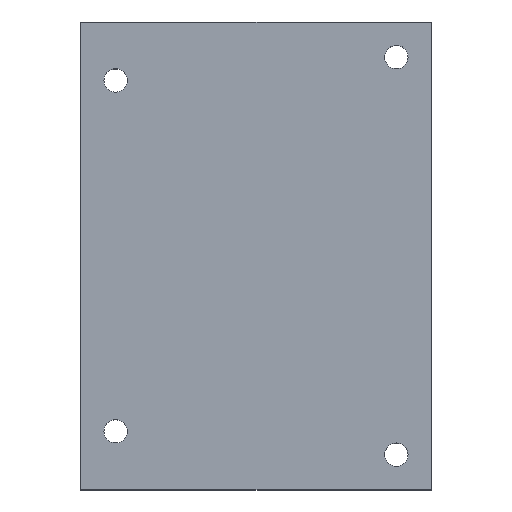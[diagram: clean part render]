
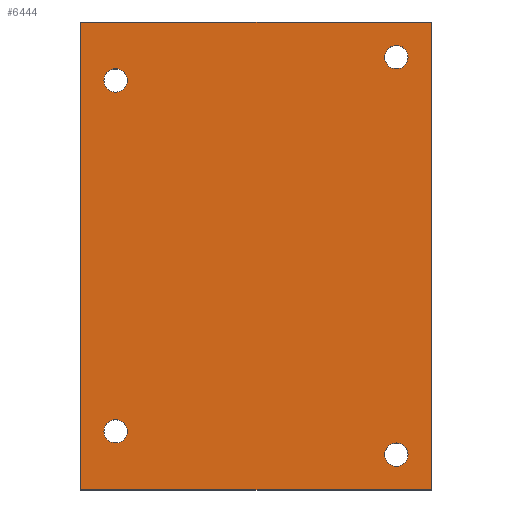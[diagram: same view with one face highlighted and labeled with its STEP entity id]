
A CAD part, top view. The second image highlights one B-rep face of the part: STEP entity #6444.
In plain terms, the highlighted planar face has unit normal (0, 0, 1).
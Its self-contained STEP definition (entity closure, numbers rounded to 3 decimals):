
#38 = CARTESIAN_POINT ( 'NONE',  ( 41.395, -154.63, 70.331 ) ) ;
#46 = FACE_BOUND ( 'NONE', #8954, .T. ) ;
#175 = CARTESIAN_POINT ( 'NONE',  ( 21.395, 30.37, 70.331 ) ) ;
#329 = ORIENTED_EDGE ( 'NONE', *, *, #2127, .T. ) ;
#564 = LINE ( 'NONE', #4115, #4325 ) ;
#672 = DIRECTION ( 'NONE',  ( 1., 0., 0. ) ) ;
#723 = CARTESIAN_POINT ( 'NONE',  ( 26.395, -139.63, 70.331 ) ) ;
#800 = EDGE_CURVE ( 'NONE', #9204, #3642, #4458, .T. ) ;
#822 = DIRECTION ( 'NONE',  ( -1., 0., 0. ) ) ;
#850 = DIRECTION ( 'NONE',  ( 0., 0., -1. ) ) ;
#893 = ORIENTED_EDGE ( 'NONE', *, *, #4331, .T. ) ;
#920 = CIRCLE ( 'NONE', #1856, 5. ) ;
#1019 = ORIENTED_EDGE ( 'NONE', *, *, #5631, .T. ) ;
#1024 = CARTESIAN_POINT ( 'NONE',  ( -88.605, -129.63, 70.331 ) ) ;
#1088 = CARTESIAN_POINT ( 'NONE',  ( -93.605, -129.63, 70.331 ) ) ;
#1116 = CARTESIAN_POINT ( 'NONE',  ( 26.395, 30.37, 70.331 ) ) ;
#1263 = EDGE_CURVE ( 'NONE', #4195, #3988, #6527, .T. ) ;
#1330 = DIRECTION ( 'NONE',  ( -1., 0., 0. ) ) ;
#1464 = EDGE_LOOP ( 'NONE', ( #3952, #4743, #8869, #2704 ) ) ;
#1491 = DIRECTION ( 'NONE',  ( -1., 0., 0. ) ) ;
#1494 = VECTOR ( 'NONE', #3802, 1000. ) ;
#1636 = DIRECTION ( 'NONE',  ( 0., 0., -1. ) ) ;
#1749 = AXIS2_PLACEMENT_3D ( 'NONE', #1088, #6899, #7628 ) ;
#1856 = AXIS2_PLACEMENT_3D ( 'NONE', #7860, #4235, #1330 ) ;
#1885 = EDGE_CURVE ( 'NONE', #2059, #2696, #920, .T. ) ;
#1984 = CARTESIAN_POINT ( 'NONE',  ( -108.605, -154.63, 70.331 ) ) ;
#2053 = AXIS2_PLACEMENT_3D ( 'NONE', #1116, #3263, #6235 ) ;
#2059 = VERTEX_POINT ( 'NONE', #4939 ) ;
#2071 = CARTESIAN_POINT ( 'NONE',  ( -93.605, -129.63, 70.331 ) ) ;
#2107 = AXIS2_PLACEMENT_3D ( 'NONE', #723, #8818, #1491 ) ;
#2127 = EDGE_CURVE ( 'NONE', #2751, #6596, #3081, .T. ) ;
#2171 = AXIS2_PLACEMENT_3D ( 'NONE', #7391, #2211, #5198 ) ;
#2204 = CIRCLE ( 'NONE', #2171, 5. ) ;
#2211 = DIRECTION ( 'NONE',  ( 0., 0., -1. ) ) ;
#2601 = EDGE_LOOP ( 'NONE', ( #3613, #7263 ) ) ;
#2670 = EDGE_CURVE ( 'NONE', #3988, #9204, #564, .T. ) ;
#2696 = VERTEX_POINT ( 'NONE', #3288 ) ;
#2704 = ORIENTED_EDGE ( 'NONE', *, *, #1263, .F. ) ;
#2751 = VERTEX_POINT ( 'NONE', #6035 ) ;
#3081 = CIRCLE ( 'NONE', #4615, 5. ) ;
#3105 = CARTESIAN_POINT ( 'NONE',  ( 0.294, 0.577, 70.331 ) ) ;
#3263 = DIRECTION ( 'NONE',  ( 0., 0., -1. ) ) ;
#3270 = CARTESIAN_POINT ( 'NONE',  ( 41.395, -154.63, 70.331 ) ) ;
#3288 = CARTESIAN_POINT ( 'NONE',  ( -88.605, 20.37, 70.331 ) ) ;
#3613 = ORIENTED_EDGE ( 'NONE', *, *, #4628, .T. ) ;
#3642 = VERTEX_POINT ( 'NONE', #4260 ) ;
#3700 = FACE_BOUND ( 'NONE', #4844, .T. ) ;
#3789 = CARTESIAN_POINT ( 'NONE',  ( 26.395, 30.37, 70.331 ) ) ;
#3802 = DIRECTION ( 'NONE',  ( -1., 0., 0. ) ) ;
#3918 = FACE_BOUND ( 'NONE', #2601, .T. ) ;
#3952 = ORIENTED_EDGE ( 'NONE', *, *, #4387, .F. ) ;
#3988 = VERTEX_POINT ( 'NONE', #1984 ) ;
#4115 = CARTESIAN_POINT ( 'NONE',  ( -108.605, 45.37, 70.331 ) ) ;
#4120 = CIRCLE ( 'NONE', #8894, 5. ) ;
#4195 = VERTEX_POINT ( 'NONE', #3270 ) ;
#4223 = CARTESIAN_POINT ( 'NONE',  ( -98.605, -129.63, 70.331 ) ) ;
#4235 = DIRECTION ( 'NONE',  ( 0., 0., -1. ) ) ;
#4260 = CARTESIAN_POINT ( 'NONE',  ( 41.395, 45.37, 70.331 ) ) ;
#4325 = VECTOR ( 'NONE', #6286, 1000. ) ;
#4331 = EDGE_CURVE ( 'NONE', #2696, #2059, #2204, .T. ) ;
#4387 = EDGE_CURVE ( 'NONE', #3642, #4195, #9385, .T. ) ;
#4458 = LINE ( 'NONE', #8042, #5375 ) ;
#4599 = DIRECTION ( 'NONE',  ( -1., 0., 0. ) ) ;
#4615 = AXIS2_PLACEMENT_3D ( 'NONE', #3789, #8882, #822 ) ;
#4628 = EDGE_CURVE ( 'NONE', #8973, #6390, #4120, .T. ) ;
#4743 = ORIENTED_EDGE ( 'NONE', *, *, #800, .F. ) ;
#4844 = EDGE_LOOP ( 'NONE', ( #5929, #329 ) ) ;
#4939 = CARTESIAN_POINT ( 'NONE',  ( -98.605, 20.37, 70.331 ) ) ;
#4989 = ORIENTED_EDGE ( 'NONE', *, *, #7340, .T. ) ;
#5198 = DIRECTION ( 'NONE',  ( -1., 0., 0. ) ) ;
#5256 = AXIS2_PLACEMENT_3D ( 'NONE', #2071, #5826, #7117 ) ;
#5302 = VECTOR ( 'NONE', #8057, 1000. ) ;
#5375 = VECTOR ( 'NONE', #672, 1000. ) ;
#5409 = CARTESIAN_POINT ( 'NONE',  ( -108.605, 45.37, 70.331 ) ) ;
#5631 = EDGE_CURVE ( 'NONE', #6128, #9329, #8680, .T. ) ;
#5826 = DIRECTION ( 'NONE',  ( 0., 0., -1. ) ) ;
#5876 = CIRCLE ( 'NONE', #2107, 5. ) ;
#5929 = ORIENTED_EDGE ( 'NONE', *, *, #9353, .T. ) ;
#5990 = FACE_OUTER_BOUND ( 'NONE', #1464, .T. ) ;
#6021 = CARTESIAN_POINT ( 'NONE',  ( 26.395, -139.63, 70.331 ) ) ;
#6035 = CARTESIAN_POINT ( 'NONE',  ( 31.395, 30.37, 70.331 ) ) ;
#6049 = DIRECTION ( 'NONE',  ( -1., 0., 0. ) ) ;
#6128 = VERTEX_POINT ( 'NONE', #4223 ) ;
#6235 = DIRECTION ( 'NONE',  ( -1., 0., 0. ) ) ;
#6286 = DIRECTION ( 'NONE',  ( 0., 1., 0. ) ) ;
#6294 = ORIENTED_EDGE ( 'NONE', *, *, #1885, .T. ) ;
#6390 = VERTEX_POINT ( 'NONE', #9010 ) ;
#6444 = ADVANCED_FACE ( 'NONE', ( #3918, #46, #9160, #3700, #5990 ), #6602, .F. ) ;
#6527 = LINE ( 'NONE', #38, #1494 ) ;
#6596 = VERTEX_POINT ( 'NONE', #175 ) ;
#6602 = PLANE ( 'NONE',  #7985 ) ;
#6899 = DIRECTION ( 'NONE',  ( 0., 0., -1. ) ) ;
#7117 = DIRECTION ( 'NONE',  ( -1., 0., 0. ) ) ;
#7170 = EDGE_LOOP ( 'NONE', ( #6294, #893 ) ) ;
#7263 = ORIENTED_EDGE ( 'NONE', *, *, #8868, .T. ) ;
#7340 = EDGE_CURVE ( 'NONE', #9329, #6128, #7800, .T. ) ;
#7356 = CIRCLE ( 'NONE', #2053, 5. ) ;
#7391 = CARTESIAN_POINT ( 'NONE',  ( -93.605, 20.37, 70.331 ) ) ;
#7628 = DIRECTION ( 'NONE',  ( -1., 0., 0. ) ) ;
#7800 = CIRCLE ( 'NONE', #5256, 5. ) ;
#7860 = CARTESIAN_POINT ( 'NONE',  ( -93.605, 20.37, 70.331 ) ) ;
#7985 = AXIS2_PLACEMENT_3D ( 'NONE', #3105, #850, #4599 ) ;
#8042 = CARTESIAN_POINT ( 'NONE',  ( 41.395, 45.37, 70.331 ) ) ;
#8057 = DIRECTION ( 'NONE',  ( 0., -1., 0. ) ) ;
#8060 = CARTESIAN_POINT ( 'NONE',  ( 21.395, -139.63, 70.331 ) ) ;
#8680 = CIRCLE ( 'NONE', #1749, 5. ) ;
#8783 = CARTESIAN_POINT ( 'NONE',  ( 41.395, 45.37, 70.331 ) ) ;
#8818 = DIRECTION ( 'NONE',  ( 0., 0., -1. ) ) ;
#8868 = EDGE_CURVE ( 'NONE', #6390, #8973, #5876, .T. ) ;
#8869 = ORIENTED_EDGE ( 'NONE', *, *, #2670, .F. ) ;
#8882 = DIRECTION ( 'NONE',  ( 0., 0., -1. ) ) ;
#8894 = AXIS2_PLACEMENT_3D ( 'NONE', #6021, #1636, #6049 ) ;
#8954 = EDGE_LOOP ( 'NONE', ( #1019, #4989 ) ) ;
#8973 = VERTEX_POINT ( 'NONE', #8060 ) ;
#9010 = CARTESIAN_POINT ( 'NONE',  ( 31.395, -139.63, 70.331 ) ) ;
#9160 = FACE_BOUND ( 'NONE', #7170, .T. ) ;
#9204 = VERTEX_POINT ( 'NONE', #5409 ) ;
#9329 = VERTEX_POINT ( 'NONE', #1024 ) ;
#9353 = EDGE_CURVE ( 'NONE', #6596, #2751, #7356, .T. ) ;
#9385 = LINE ( 'NONE', #8783, #5302 ) ;
